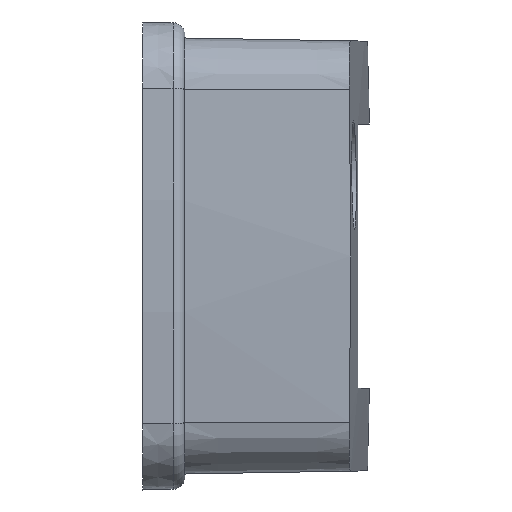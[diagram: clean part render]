
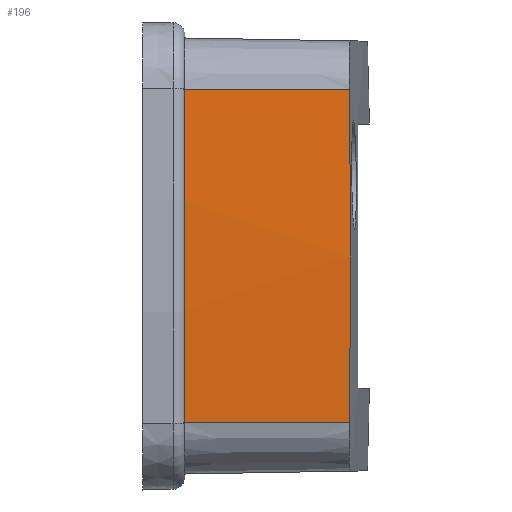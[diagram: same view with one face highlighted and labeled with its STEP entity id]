
A CAD part, front view. The second image highlights one B-rep face of the part: STEP entity #196.
In plain terms, the highlighted conical face has half-angle 1 degrees and reference radius 178.668 mm.
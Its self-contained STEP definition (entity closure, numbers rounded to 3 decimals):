
#114=CONICAL_SURFACE('',#858,178.668,1.);
#140=CIRCLE('',#857,178.669);
#196=ADVANCED_FACE('',(#257),#114,.T.);
#257=FACE_OUTER_BOUND('',#309,.T.);
#309=EDGE_LOOP('',(#515,#516,#517,#518));
#366=LINE('',#1347,#420);
#367=LINE('',#1349,#421);
#420=VECTOR('',#978,1.);
#421=VECTOR('',#979,1.);
#515=ORIENTED_EDGE('',*,*,#764,.F.);
#516=ORIENTED_EDGE('',*,*,#750,.F.);
#517=ORIENTED_EDGE('',*,*,#765,.T.);
#518=ORIENTED_EDGE('',*,*,#766,.T.);
#684=VERTEX_POINT('',#1243);
#685=VERTEX_POINT('',#1248);
#694=VERTEX_POINT('',#1348);
#695=VERTEX_POINT('',#1350);
#750=EDGE_CURVE('',#684,#685,#827,.T.);
#764=EDGE_CURVE('',#685,#694,#366,.T.);
#765=EDGE_CURVE('',#684,#695,#367,.T.);
#766=EDGE_CURVE('',#695,#694,#140,.T.);
#827=B_SPLINE_CURVE_WITH_KNOTS('',3,(#1244,#1245,#1246,#1247),
 .UNSPECIFIED.,.F.,.F.,(4,4),(0.,1.),.UNSPECIFIED.);
#857=AXIS2_PLACEMENT_3D('',#1351,#980,#981);
#858=AXIS2_PLACEMENT_3D('',#1352,#982,#983);
#978=DIRECTION('',(-1.,-0.017,-0.001));
#979=DIRECTION('',(-1.,-0.017,0.001));
#980=DIRECTION('',(1.,0.,0.));
#981=DIRECTION('',(0.,0.,1.));
#982=DIRECTION('',(-1.,0.,0.));
#983=DIRECTION('',(0.,1.,0.));
#1243=CARTESIAN_POINT('',(17.224,-71.45,13.844));
#1244=CARTESIAN_POINT('',(17.224,-71.45,13.844));
#1245=CARTESIAN_POINT('',(17.39,-72.164,4.629));
#1246=CARTESIAN_POINT('',(17.39,-72.164,-4.629));
#1247=CARTESIAN_POINT('',(17.224,-71.45,-13.844));
#1248=CARTESIAN_POINT('',(17.224,-71.45,-13.844));
#1347=CARTESIAN_POINT('',(3.5,-71.689,-13.862));
#1348=CARTESIAN_POINT('',(3.472,-71.69,-13.862));
#1349=CARTESIAN_POINT('',(3.5,-71.689,13.862));
#1350=CARTESIAN_POINT('',(3.472,-71.69,13.862));
#1351=CARTESIAN_POINT('',(3.472,106.441,0.));
#1352=CARTESIAN_POINT('',(3.5,106.441,0.));
